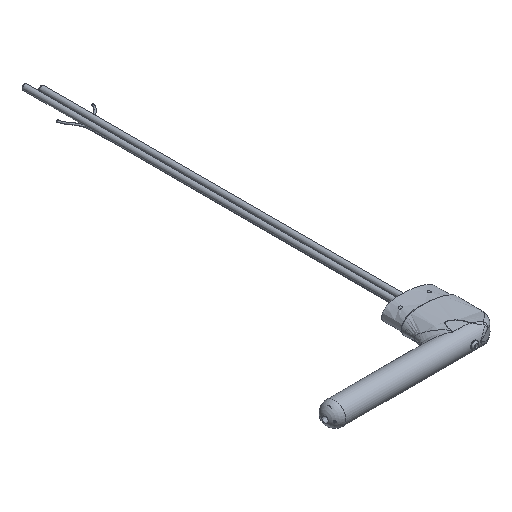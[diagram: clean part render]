
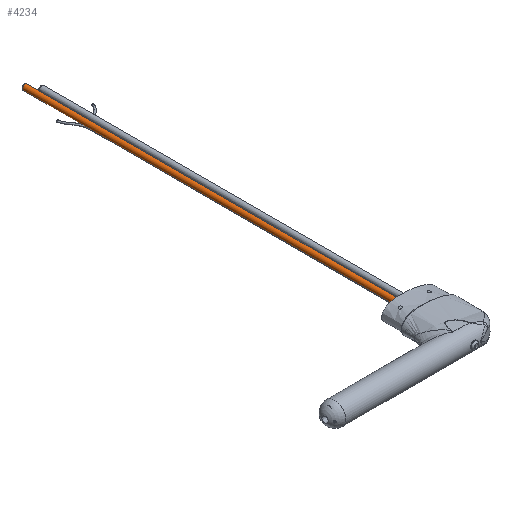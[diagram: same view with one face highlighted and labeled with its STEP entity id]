
A CAD part, isometric view. The second image highlights one B-rep face of the part: STEP entity #4234.
In plain terms, the highlighted cylindrical face has radius 2.381 mm (diameter 4.763 mm), a full revolution.
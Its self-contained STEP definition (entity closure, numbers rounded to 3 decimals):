
#180 = VERTEX_POINT ( 'NONE', #5192 ) ;
#590 = CYLINDRICAL_SURFACE ( 'NONE', #3012, 2.381 ) ;
#655 = CARTESIAN_POINT ( 'NONE',  ( 116.123, 73.564, -2.381 ) ) ;
#873 = EDGE_CURVE ( 'NONE', #2067, #2067, #3272, .T. ) ;
#897 = DIRECTION ( 'NONE',  ( 0., 0., -1. ) ) ;
#942 = DIRECTION ( 'NONE',  ( 0., 1., 0. ) ) ;
#1052 = CARTESIAN_POINT ( 'NONE',  ( 116.123, 415.956, 0. ) ) ;
#1630 = EDGE_CURVE ( 'NONE', #180, #180, #6750, .T. ) ;
#1903 = AXIS2_PLACEMENT_3D ( 'NONE', #1052, #942, #897 ) ;
#2067 = VERTEX_POINT ( 'NONE', #655 ) ;
#2159 = CARTESIAN_POINT ( 'NONE',  ( 116.123, 73.564, 0. ) ) ;
#2171 = DIRECTION ( 'NONE',  ( 0., -1., 0. ) ) ;
#2180 = DIRECTION ( 'NONE',  ( 0., 0., -1. ) ) ;
#2354 = DIRECTION ( 'NONE',  ( 1., 0., 0. ) ) ;
#2518 = AXIS2_PLACEMENT_3D ( 'NONE', #2159, #2171, #2180 ) ;
#3012 = AXIS2_PLACEMENT_3D ( 'NONE', #3489, #3525, #2354 ) ;
#3071 = FACE_OUTER_BOUND ( 'NONE', #5923, .T. ) ;
#3272 = CIRCLE ( 'NONE', #2518, 2.381 ) ;
#3489 = CARTESIAN_POINT ( 'NONE',  ( 116.123, 44.735, 0. ) ) ;
#3525 = DIRECTION ( 'NONE',  ( 0., 1., 0. ) ) ;
#3737 = FACE_OUTER_BOUND ( 'NONE', #5915, .T. ) ;
#3987 = ORIENTED_EDGE ( 'NONE', *, *, #1630, .F. ) ;
#4234 = ADVANCED_FACE ( 'NONE', ( #3071, #3737 ), #590, .T. ) ;
#4316 = ORIENTED_EDGE ( 'NONE', *, *, #873, .F. ) ;
#5192 = CARTESIAN_POINT ( 'NONE',  ( 116.123, 415.956, -2.381 ) ) ;
#5915 = EDGE_LOOP ( 'NONE', ( #4316 ) ) ;
#5923 = EDGE_LOOP ( 'NONE', ( #3987 ) ) ;
#6750 = CIRCLE ( 'NONE', #1903, 2.381 ) ;
